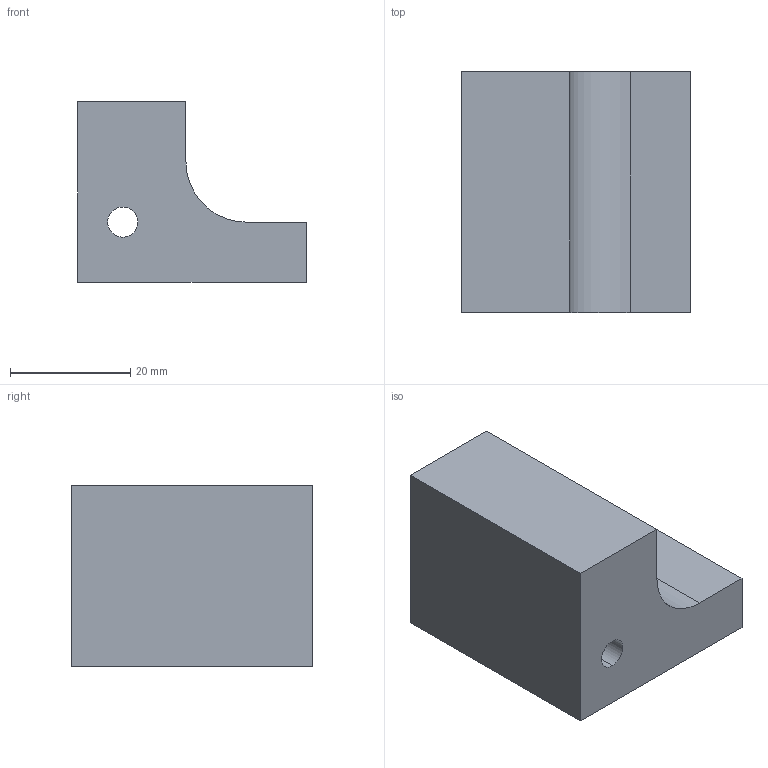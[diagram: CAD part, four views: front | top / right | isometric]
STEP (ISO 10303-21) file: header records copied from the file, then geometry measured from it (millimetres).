
FILE_DESCRIPTION (( 'STEP AP203' ), '1' );
FILE_NAME ('ralonge.STEP', '2021-01-28T09:17:58', ( '' ), ( '' ), 'SwSTEP 2.0', 'SolidWorks 2013', '' );
FILE_SCHEMA (( 'CONFIG_CONTROL_DESIGN' ));
Length unit declared in the file: millimetre
Products named in the file (1): ralonge
Bounding box: 38 x 40 x 30 mm (x, y, z)
Volume: 29273.4 mm3; surface area: 7754.4 mm2
Topology: 1 solids, 1 shells, 19 faces, 47 edges, 28 vertices
Faces by surface type: plane 8, cylinder 7, cone 4
Entity records: 616 total; most frequent: DIRECTION 97, CARTESIAN_POINT 91, ORIENTED_EDGE 86, EDGE_CURVE 43, AXIS2_PLACEMENT_3D 34, LINE 29, VECTOR 29, VERTEX_POINT 28
